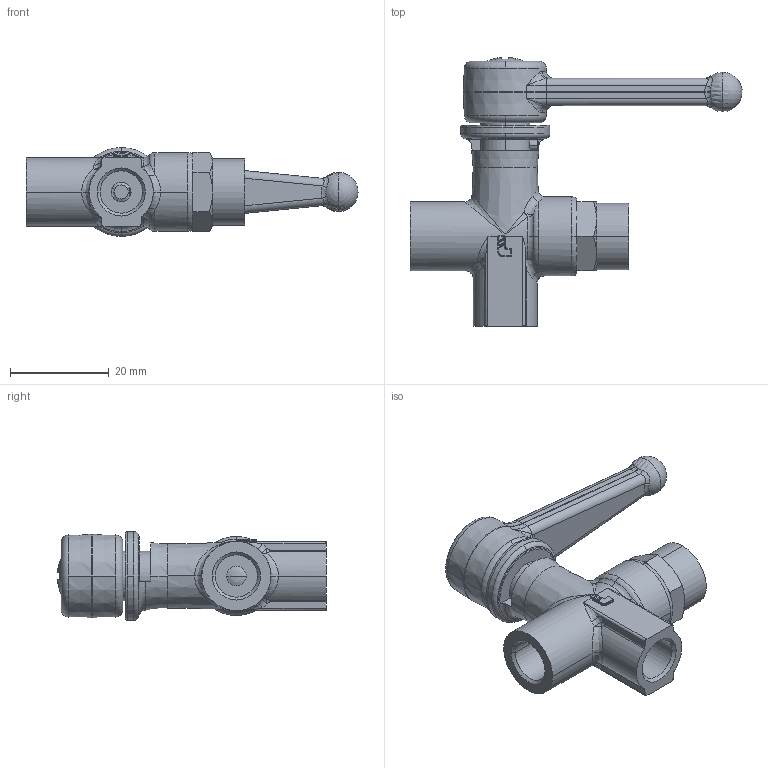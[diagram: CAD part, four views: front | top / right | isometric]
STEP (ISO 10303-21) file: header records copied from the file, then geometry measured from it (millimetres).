
FILE_DESCRIPTION(('STEP AP214'),'1');
FILE_NAME('0482_04_10.stp','2016-07-07T14:23:58',('TraceParts'),('TraceParts S.A.'),'Spatial InterOp 3D',' ',' ');
FILE_SCHEMA(('automotive_design'));
Length unit declared in the file: millimetre
Products named in the file (12): 0482-04-10_asm|31531-21:1#31531-21;31531-21; 0482-04-10_asm|31592-20:1#31592-20;31592-20; 0482-04-10_asm|31346-24:1#31346-24;31346-24; 0482-04-10_asm|31347-23:1#31347-23;31347-23; 0482-04-10_asm|31347-23:2#31347-23;31347-23; 0482-04-10_asm|31593-10:1#31593-10;31593-10; 0482-04-10_asm|31303-52:1#31303-52;31303-52; 0482-04-10_asm|23072:1#23072;23072; 0482-04-10_asm|29014-ASM_5-3_8-3_2-5:1#29014-ASM_5-3_8-3_2-5;29014-ASM_5-3_8-3_2-5; 0482-04-10_asm|21585_ASM_DAL10-3:1#21585_ASM_DAL10-3;21585_ASM_DAL10-3; 0482-04-10_asm|21585_ASM_DAL10-3:2#21585_ASM_DAL10-3;21585_ASM_DAL10-3; 0482-04-10_asm|31536-98:1#31536-98;31536-98
Bounding box: 67.27 x 54.48 x 18 mm (x, y, z)
Volume: 13680.8 mm3; surface area: 11558.6 mm2
Topology: 12 solids, 12 shells, 602 faces, 1497 edges, 919 vertices
Faces by surface type: cylinder 177, plane 140, torus 114, cone 98, bspline 62, sphere 11
Entity records: 28005 total; most frequent: CARTESIAN_POINT 8469, DIRECTION 3293, ORIENTED_EDGE 2954, EDGE_CURVE 1477, AXIS2_PLACEMENT_3D 1394, VERTEX_POINT 919, CIRCLE 816, EDGE_LOOP 648
